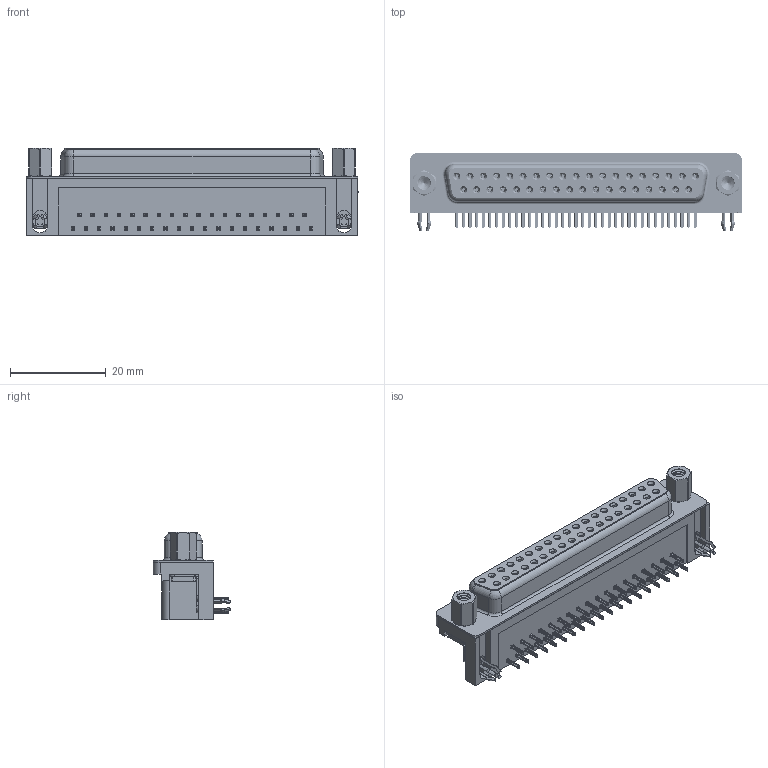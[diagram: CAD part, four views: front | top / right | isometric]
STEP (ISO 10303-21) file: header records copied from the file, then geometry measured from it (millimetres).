
FILE_DESCRIPTION (( 'STEP AP203' ), '1' );
FILE_NAME ('622-037-360-043.STEP', '2019-11-20T07:19:01', ( '' ), ( '' ), 'SwSTEP 2.0', 'SolidWorks 2016', '' );
FILE_SCHEMA (( 'CONFIG_CONTROL_DESIGN' ));
Length unit declared in the file: millimetre
Products named in the file (8): 622 Shell_37 Socket; 622 Socket Bottom; 622-037-360-043; 622 4-40 Threaded Rivet; 622 Housing_37 Socket; 622 Contact Top; 622 4-40 Hex Standoff 5; 622 4 Prong Board Lock
Assembly tree (45 placements, depth 2):
  622-037-360-043
    622 Housing_37 Socket
    622 Shell_37 Socket
    622 Socket Bottom  x18
    622 Contact Top  x19
    622 4 Prong Board Lock  x2
    622 4-40 Threaded Rivet  x2
    622 4-40 Hex Standoff 5  x2
Bounding box: 69.4 x 16.25 x 18.2 mm (x, y, z)
Volume: 10666.7 mm3; surface area: 13213.1 mm2
Topology: 45 solids, 45 shells, 5802 faces, 15282 edges, 9596 vertices
Faces by surface type: plane 2568, cylinder 1368, bspline 1278, cone 518, torus 70
Entity records: 42615 total; most frequent: CARTESIAN_POINT 13747, ORIENTED_EDGE 5714, DIRECTION 5353, EDGE_CURVE 2857, VECTOR 1841, LINE 1841, VERTEX_POINT 1834, AXIS2_PLACEMENT_3D 1756
